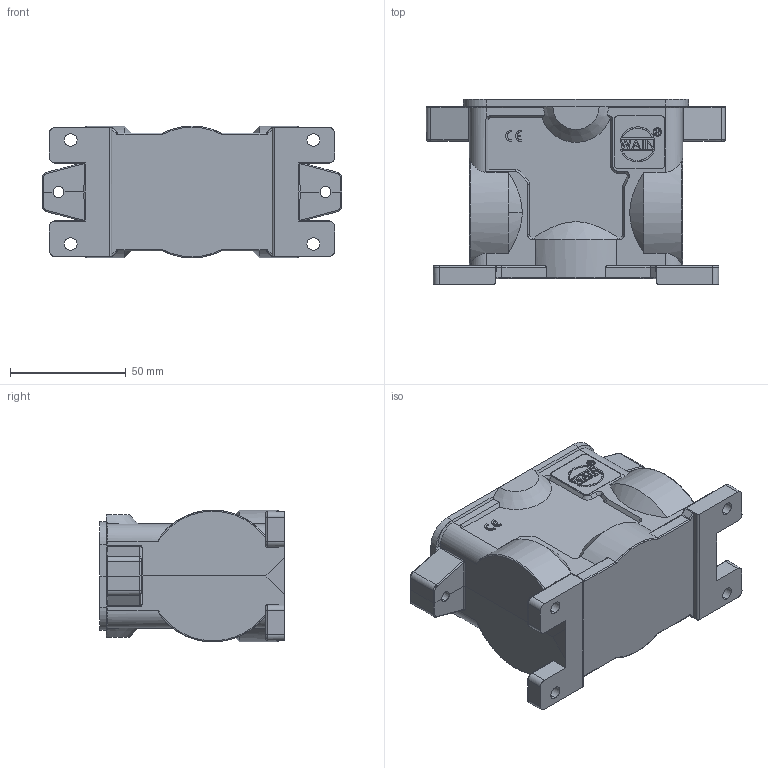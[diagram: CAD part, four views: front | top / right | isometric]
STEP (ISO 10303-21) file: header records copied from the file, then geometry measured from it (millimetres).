
FILE_DESCRIPTION((''),'2;1');
FILE_NAME('3D_1150162205003_HP16B-SFH-2H-M','2024-01-27T',('13001'),(''),'PRO/ENGINEER BY PARAMETRIC TECHNOLOGY CORPORATION, 2012480','PRO/ENGINEER BY PARAMETRIC TECHNOLOGY CORPORATION, 2012480','');
FILE_SCHEMA(('CONFIG_CONTROL_DESIGN'));
Length unit declared in the file: millimetre
Products named in the file (1): 3D_1150162205003_HP16B-SFH-2H-M
Bounding box: 129.5 x 80 x 57 mm (x, y, z)
Volume: 145577.8 mm3; surface area: 55749.3 mm2
Topology: 1 solids, 1 shells, 587 faces, 1567 edges, 1015 vertices
Faces by surface type: plane 326, cylinder 142, cone 59, bspline 38, sphere 8, extrusion 8, torus 6
Entity records: 21123 total; most frequent: CARTESIAN_POINT 6751, ORIENTED_EDGE 3134, DIRECTION 2735, EDGE_CURVE 1567, VERTEX_POINT 1015, VECTOR 997, LINE 989, AXIS2_PLACEMENT_3D 869
